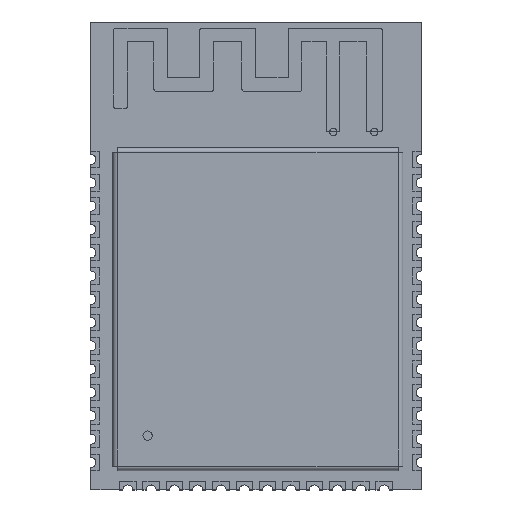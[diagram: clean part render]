
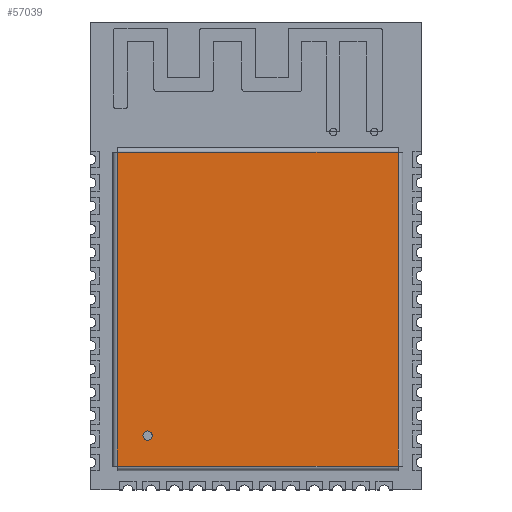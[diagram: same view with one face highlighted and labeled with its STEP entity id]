
A CAD part, top view. The second image highlights one B-rep face of the part: STEP entity #57039.
In plain terms, the highlighted planar face has unit normal (0, 0, 1).
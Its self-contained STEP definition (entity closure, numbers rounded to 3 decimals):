
#3066 = EDGE_LOOP ( 'NONE', ( #52893, #6486, #44842, #26344 ) ) ;
#3659 = CARTESIAN_POINT ( 'NONE',  ( -7.65, 8.55, 2.3 ) ) ;
#5805 = FACE_BOUND ( 'NONE', #92363, .T. ) ;
#6486 = ORIENTED_EDGE ( 'NONE', *, *, #36782, .T. ) ;
#8977 = VECTOR ( 'NONE', #14136, 1000. ) ;
#9491 = DIRECTION ( 'NONE',  ( 1., 0., 0. ) ) ;
#14136 = DIRECTION ( 'NONE',  ( 1., 0., 0. ) ) ;
#16541 = DIRECTION ( 'NONE',  ( 0., 1., 0. ) ) ;
#17024 = CARTESIAN_POINT ( 'NONE',  ( -6.01, -6.89, 2.3 ) ) ;
#18872 = CARTESIAN_POINT ( 'NONE',  ( -5.76, -6.89, 2.3 ) ) ;
#19813 = VECTOR ( 'NONE', #16541, 1000. ) ;
#20452 = DIRECTION ( 'NONE',  ( 0., 0., 1. ) ) ;
#21257 = LINE ( 'NONE', #67860, #8977 ) ;
#21991 = EDGE_CURVE ( 'NONE', #54765, #73023, #58609, .T. ) ;
#24081 = AXIS2_PLACEMENT_3D ( 'NONE', #82122, #20452, #51042 ) ;
#24690 = DIRECTION ( 'NONE',  ( 0., -1., 0. ) ) ;
#26146 = CARTESIAN_POINT ( 'NONE',  ( -7.65, -8.8, 2.3 ) ) ;
#26344 = ORIENTED_EDGE ( 'NONE', *, *, #66924, .T. ) ;
#26406 = ORIENTED_EDGE ( 'NONE', *, *, #49348, .F. ) ;
#28117 = AXIS2_PLACEMENT_3D ( 'NONE', #17024, #47654, #9491 ) ;
#33028 = DIRECTION ( 'NONE',  ( -1., 0., 0. ) ) ;
#36782 = EDGE_CURVE ( 'NONE', #56527, #46291, #62237, .T. ) ;
#39795 = EDGE_CURVE ( 'NONE', #66900, #56527, #55655, .T. ) ;
#44842 = ORIENTED_EDGE ( 'NONE', *, *, #88464, .T. ) ;
#45685 = CARTESIAN_POINT ( 'NONE',  ( 7.65, 8.8, 2.3 ) ) ;
#46291 = VERTEX_POINT ( 'NONE', #81867 ) ;
#46580 = DIRECTION ( 'NONE',  ( 1., 0., 0. ) ) ;
#47654 = DIRECTION ( 'NONE',  ( 0., 0., 1. ) ) ;
#49348 = EDGE_CURVE ( 'NONE', #73023, #54765, #73780, .T. ) ;
#51042 = DIRECTION ( 'NONE',  ( 1., 0., 0. ) ) ;
#51764 = CARTESIAN_POINT ( 'NONE',  ( 7.65, 8.55, 2.3 ) ) ;
#52893 = ORIENTED_EDGE ( 'NONE', *, *, #39795, .T. ) ;
#54501 = ORIENTED_EDGE ( 'NONE', *, *, #21991, .F. ) ;
#54765 = VERTEX_POINT ( 'NONE', #18872 ) ;
#55655 = LINE ( 'NONE', #71667, #56660 ) ;
#56527 = VERTEX_POINT ( 'NONE', #3659 ) ;
#56660 = VECTOR ( 'NONE', #33028, 1000. ) ;
#57039 = ADVANCED_FACE ( 'NONE', ( #5805, #58574 ), #89144, .T. ) ;
#58574 = FACE_OUTER_BOUND ( 'NONE', #3066, .T. ) ;
#58609 = CIRCLE ( 'NONE', #28117, 0.25 ) ;
#62237 = LINE ( 'NONE', #26146, #96455 ) ;
#66900 = VERTEX_POINT ( 'NONE', #51764 ) ;
#66924 = EDGE_CURVE ( 'NONE', #88725, #66900, #68278, .T. ) ;
#67230 = CARTESIAN_POINT ( 'NONE',  ( 7.65, -8.55, 2.3 ) ) ;
#67860 = CARTESIAN_POINT ( 'NONE',  ( 7.9, -8.55, 2.3 ) ) ;
#68278 = LINE ( 'NONE', #45685, #19813 ) ;
#71667 = CARTESIAN_POINT ( 'NONE',  ( -7.9, 8.55, 2.3 ) ) ;
#72152 = AXIS2_PLACEMENT_3D ( 'NONE', #82284, #75739, #46580 ) ;
#73023 = VERTEX_POINT ( 'NONE', #91614 ) ;
#73780 = CIRCLE ( 'NONE', #72152, 0.25 ) ;
#75739 = DIRECTION ( 'NONE',  ( 0., 0., 1. ) ) ;
#81867 = CARTESIAN_POINT ( 'NONE',  ( -7.65, -8.55, 2.3 ) ) ;
#82122 = CARTESIAN_POINT ( 'NONE',  ( 0., 0., 2.3 ) ) ;
#82284 = CARTESIAN_POINT ( 'NONE',  ( -6.01, -6.89, 2.3 ) ) ;
#88464 = EDGE_CURVE ( 'NONE', #46291, #88725, #21257, .T. ) ;
#88725 = VERTEX_POINT ( 'NONE', #67230 ) ;
#89144 = PLANE ( 'NONE',  #24081 ) ;
#91614 = CARTESIAN_POINT ( 'NONE',  ( -6.26, -6.89, 2.3 ) ) ;
#92363 = EDGE_LOOP ( 'NONE', ( #54501, #26406 ) ) ;
#96455 = VECTOR ( 'NONE', #24690, 1000. ) ;
